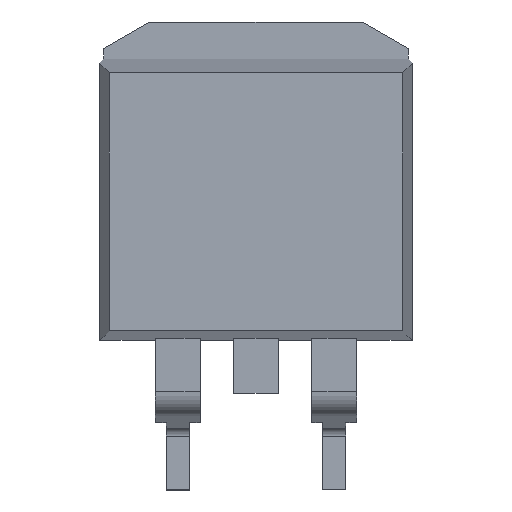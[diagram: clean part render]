
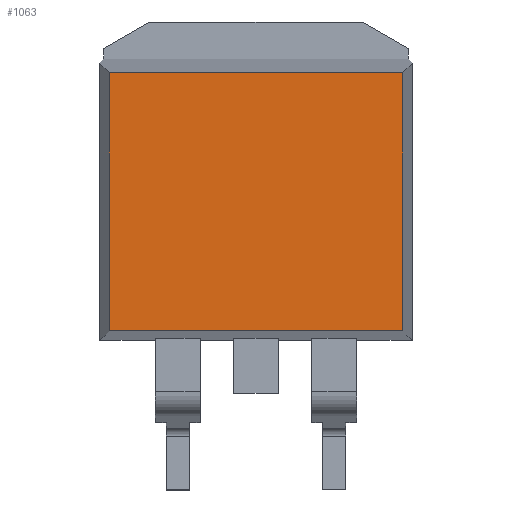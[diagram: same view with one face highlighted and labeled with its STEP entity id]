
A CAD part, top view. The second image highlights one B-rep face of the part: STEP entity #1063.
In plain terms, the highlighted planar face has unit normal (0, 0, 1).
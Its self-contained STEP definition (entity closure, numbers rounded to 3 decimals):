
#47=PLANE('',#1142);
#98=FACE_OUTER_BOUND('',#151,.T.);
#151=EDGE_LOOP('',(#905,#906,#907,#908));
#269=LINE('',#1659,#406);
#276=LINE('',#1670,#413);
#278=LINE('',#1674,#415);
#280=LINE('',#1677,#417);
#406=VECTOR('',#1340,1000.);
#413=VECTOR('',#1349,1000.);
#415=VECTOR('',#1353,1000.);
#417=VECTOR('',#1357,1000.);
#544=VERTEX_POINT('',#1656);
#545=VERTEX_POINT('',#1658);
#548=VERTEX_POINT('',#1668);
#549=VERTEX_POINT('',#1672);
#673=EDGE_CURVE('',#545,#544,#269,.T.);
#680=EDGE_CURVE('',#544,#548,#276,.T.);
#682=EDGE_CURVE('',#548,#549,#278,.T.);
#684=EDGE_CURVE('',#549,#545,#280,.T.);
#905=ORIENTED_EDGE('',*,*,#673,.T.);
#906=ORIENTED_EDGE('',*,*,#680,.T.);
#907=ORIENTED_EDGE('',*,*,#682,.T.);
#908=ORIENTED_EDGE('',*,*,#684,.T.);
#1063=ADVANCED_FACE('',(#98),#47,.T.);
#1142=AXIS2_PLACEMENT_3D('',#1678,#1358,#1359);
#1340=DIRECTION('',(0.,-1.,0.));
#1349=DIRECTION('',(1.,0.,0.));
#1353=DIRECTION('',(0.,1.,0.));
#1357=DIRECTION('',(-1.,0.,0.));
#1358=DIRECTION('center_axis',(0.,0.,1.));
#1359=DIRECTION('ref_axis',(0.,-1.,0.));
#1656=CARTESIAN_POINT('',(-4.766,-3.676,4.773));
#1658=CARTESIAN_POINT('',(-4.766,4.711,4.773));
#1659=CARTESIAN_POINT('',(-4.766,5.025,4.773));
#1668=CARTESIAN_POINT('',(4.766,-3.676,4.773));
#1670=CARTESIAN_POINT('',(-5.08,-3.676,4.773));
#1672=CARTESIAN_POINT('',(4.766,4.711,4.773));
#1674=CARTESIAN_POINT('',(4.766,5.025,4.773));
#1677=CARTESIAN_POINT('',(-5.08,4.711,4.773));
#1678=CARTESIAN_POINT('Origin',(-5.08,-3.99,4.773));
